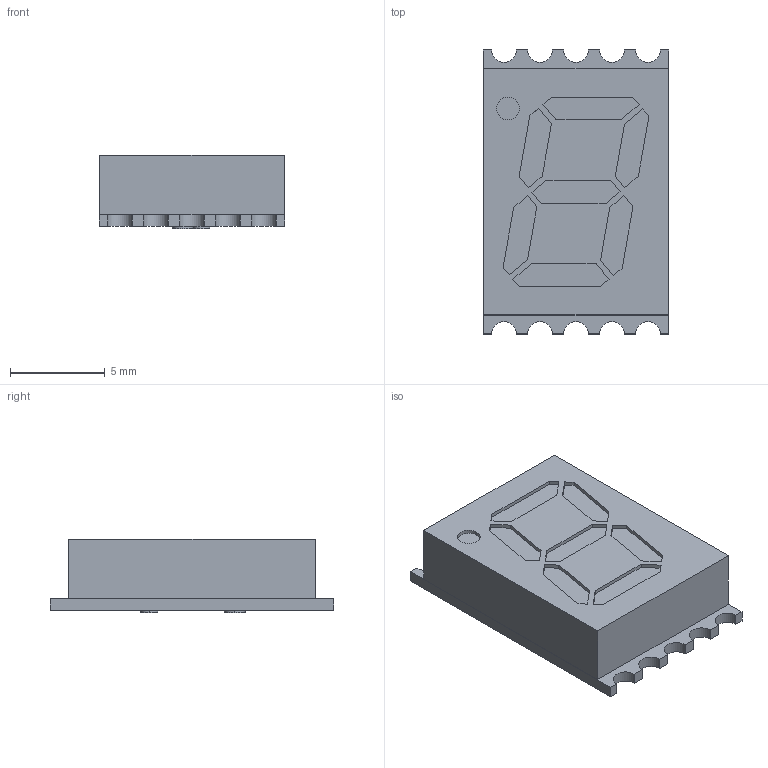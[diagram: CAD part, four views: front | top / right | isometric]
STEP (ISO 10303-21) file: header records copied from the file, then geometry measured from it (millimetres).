
FILE_DESCRIPTION((''),'2;1');
FILE_NAME('4812_ASM_2_ASM','2016-03-18T',('BryanKuo'),(''),'PRO/ENGINEER BY PARAMETRIC TECHNOLOGY CORPORATION, 2006200','PRO/ENGINEER BY PARAMETRIC TECHNOLOGY CORPORATION, 2006200','');
FILE_SCHEMA(('CONFIG_CONTROL_DESIGN'));
Length unit declared in the file: millimetre
Products named in the file (3): 4812REF_2; 4812PCB_2; 4812_ASM_2_ASM
Assembly tree (2 placements, depth 2):
  4812_ASM_2_ASM
    4812REF_2
    4812PCB_2
Bounding box: 9.8 x 15 x 3.89 mm (x, y, z)
Volume: 476 mm3; surface area: 731.1 mm2
Topology: 2 solids, 2 shells, 99 faces, 251 edges, 167 vertices
Faces by surface type: plane 75, cylinder 22, sphere 2
Entity records: 3061 total; most frequent: CARTESIAN_POINT 522, DIRECTION 507, ORIENTED_EDGE 502, EDGE_CURVE 251, VECTOR 203, LINE 203, VERTEX_POINT 167, AXIS2_PLACEMENT_3D 152
